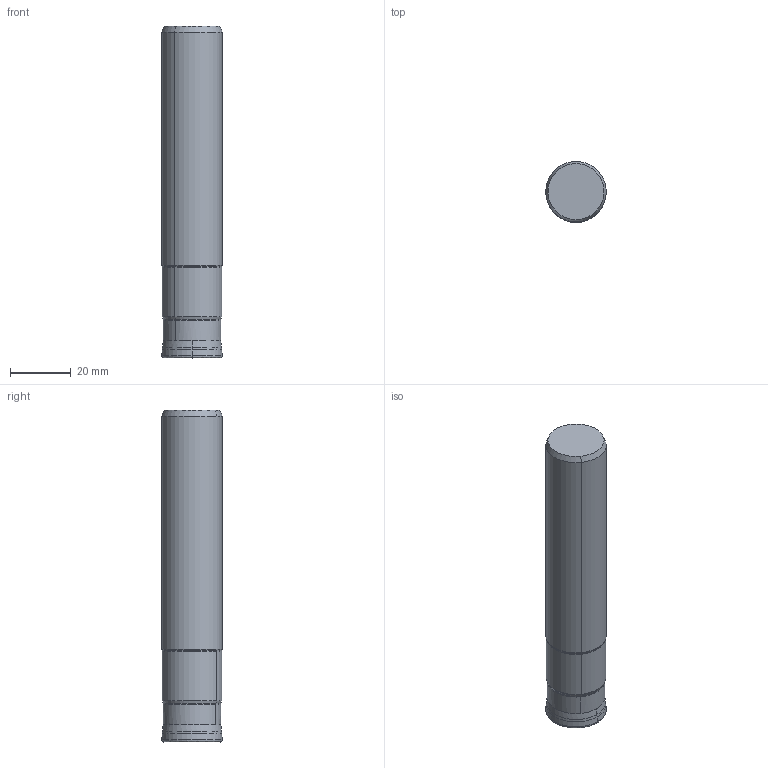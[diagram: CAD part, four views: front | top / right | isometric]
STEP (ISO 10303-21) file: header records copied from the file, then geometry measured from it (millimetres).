
FILE_DESCRIPTION((''),'2;1');
FILE_NAME('607041107-000-00-E43','2019-07-22T08:08:22',('korna'),(''),'CREO PARAMETRIC BY PTC INC, 2018300','CREO PARAMETRIC BY PTC INC, 2018300','');
FILE_SCHEMA(('AP242_MANAGED_MODEL_BASED_3D_ENGINEERING_MIM_LF { 1 0 10303 442 1 1 4 }'));
Length unit declared in the file: millimetre
Products named in the file (1): 607041107-000-00-E43
Bounding box: 19.99 x 19.99 x 109.75 mm (x, y, z)
Volume: 33742 mm3; surface area: 7451.9 mm2
Topology: 1 solids, 1 shells, 55 faces, 670 edges, 1008 vertices
Faces by surface type: revolution 18, torus 16, cone 12, cylinder 6, plane 3
Entity records: 6271 total; most frequent: CARTESIAN_POINT 2345, DIRECTION 546, B_SPLINE_CURVE_WITH_KNOTS 397, PRESENTATION_STYLE_ASSIGNMENT 324, STYLED_ITEM 304, CURVE_STYLE 303, ORIENTED_EDGE 224, TRIMMED_CURVE 197
